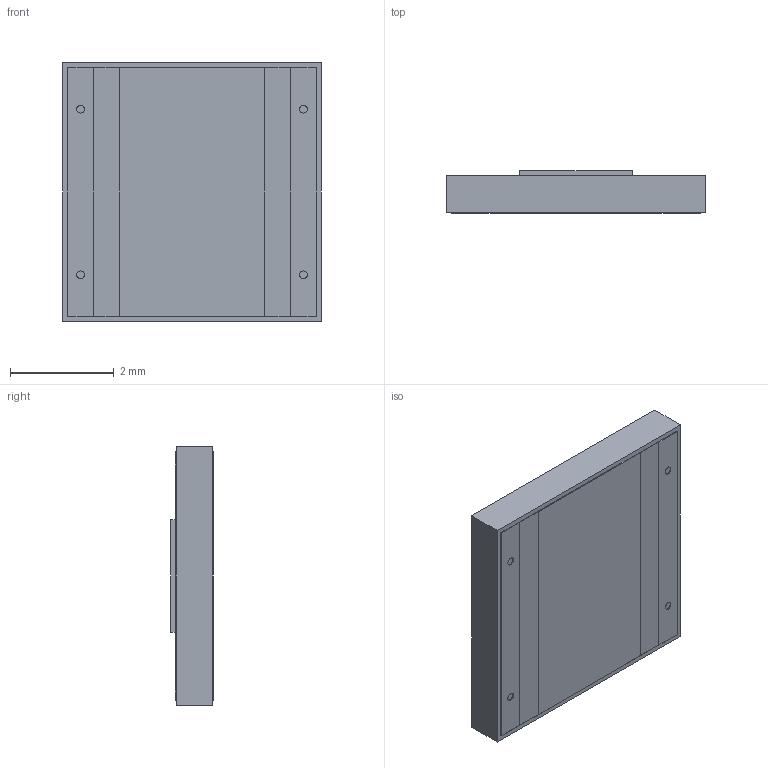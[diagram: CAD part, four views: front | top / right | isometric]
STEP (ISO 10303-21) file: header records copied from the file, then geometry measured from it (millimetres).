
FILE_DESCRIPTION (( 'STEP AP214' ), '1' );
FILE_NAME ('Cree XLamp XM-L LED.STEP', '2023-11-28T08:17:04', ( '' ), ( '' ), 'SwSTEP 2.0', 'SolidWorks 2021', '' );
FILE_SCHEMA (( 'AUTOMOTIVE_DESIGN' ));
Length unit declared in the file: millimetre
Products named in the file (1): Cree XLamp XM-L LED
Bounding box: 5 x 0.81 x 5 mm (x, y, z)
Volume: 18.6 mm3; surface area: 155.3 mm2
Topology: 15 solids, 15 shells, 131 faces, 303 edges, 202 vertices
Faces by surface type: plane 120, cylinder 11
Full cylindrical faces by diameter (mm): 0.15 x4
Entity records: 5206 total; most frequent: CARTESIAN_POINT 633, ORIENTED_EDGE 598, DIRECTION 585, EDGE_CURVE 299, LINE 277, VECTOR 277, VERTEX_POINT 202, AXIS2_PLACEMENT_3D 154
